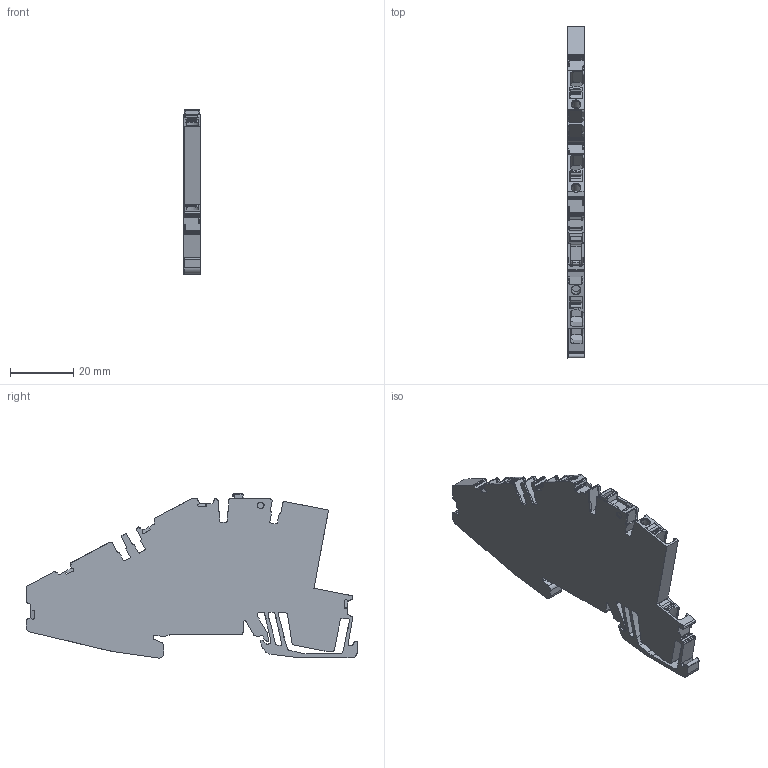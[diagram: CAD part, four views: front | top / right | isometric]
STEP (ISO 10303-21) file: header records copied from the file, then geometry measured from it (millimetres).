
FILE_DESCRIPTION(('CATIA V5 STEP Exchange','CAx-IF Rec.Pracs.--- Model Styling and Organization---1.4--- 2014-01-23'),'2;1');
FILE_NAME ('D1463601_3', '2023-06-13T10:34:56+00:00', ('none'), ('Weidmueller'), 'CATIA Version 5-6 Release 2016 SP3 HF44', 'CATIA V5 STEP AP214', 'none');
FILE_SCHEMA(('AUTOMOTIVE_DESIGN { 1 0 10303 214 1 1 1 1 }'));
Length unit declared in the file: millimetre
Products named in the file (1): 2668980000_S
Bounding box: 5.1 x 104.58 x 51.71 mm (x, y, z)
Volume: 16503.5 mm3; surface area: 11070.2 mm2
Topology: 6 solids, 6 shells, 1069 faces, 3114 edges, 2064 vertices
Faces by surface type: plane 478, cylinder 400, extrusion 157, torus 20, bspline 8, cone 6
Entity records: 39121 total; most frequent: CARTESIAN_POINT 11152, ORIENTED_EDGE 6224, DIRECTION 4372, EDGE_CURVE 3112, VECTOR 2161, VERTEX_POINT 2064, LINE 2004, AXIS2_PLACEMENT_3D 1399
